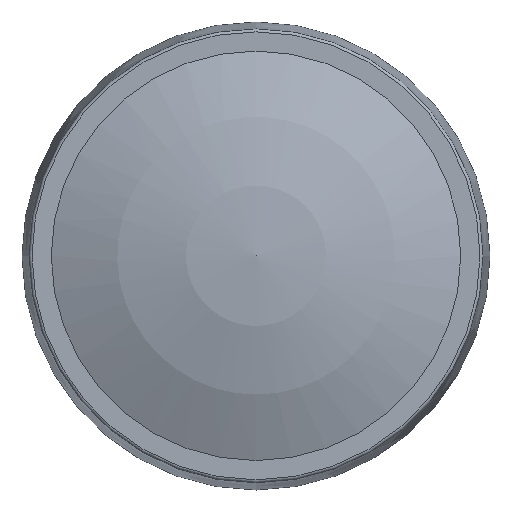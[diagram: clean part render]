
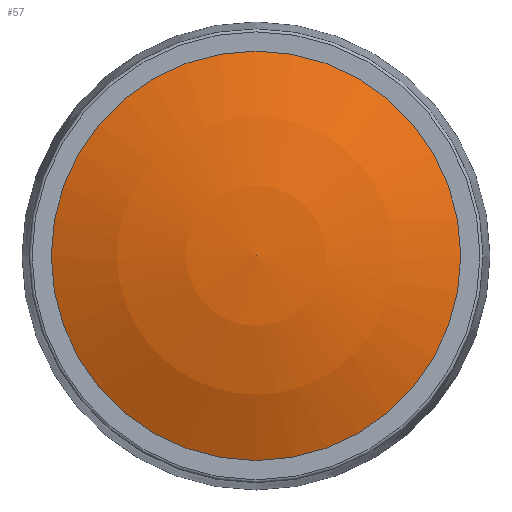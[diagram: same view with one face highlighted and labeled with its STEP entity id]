
A CAD part, top view. The second image highlights one B-rep face of the part: STEP entity #57.
In plain terms, the highlighted spherical face has radius 34.167 mm.
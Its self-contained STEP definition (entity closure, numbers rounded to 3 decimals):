
#57 = ADVANCED_FACE( '', ( #122 ), #123, .T. );
#122 = FACE_OUTER_BOUND( '', #188, .T. );
#123 = SPHERICAL_SURFACE( '', #189, 34.167 );
#188 = EDGE_LOOP( '', ( #266 ) );
#189 = AXIS2_PLACEMENT_3D( '', #267, #268, #269 );
#266 = ORIENTED_EDGE( '', *, *, #310, .T. );
#267 = CARTESIAN_POINT( '', ( 0., 0., -16.167 ) );
#268 = DIRECTION( '', ( 0., 0., 1. ) );
#269 = DIRECTION( '', ( 0., 1., 0. ) );
#310 = EDGE_CURVE( '', #346, #346, #347, .T. );
#346 = VERTEX_POINT( '', #389 );
#347 = CIRCLE( '', #390, 14. );
#389 = CARTESIAN_POINT( '', ( 0., -14., 15. ) );
#390 = AXIS2_PLACEMENT_3D( '', #434, #435, #436 );
#434 = CARTESIAN_POINT( '', ( 0., 0., 15. ) );
#435 = DIRECTION( '', ( 0., 0., 1. ) );
#436 = DIRECTION( '', ( 0., -1., 0. ) );
